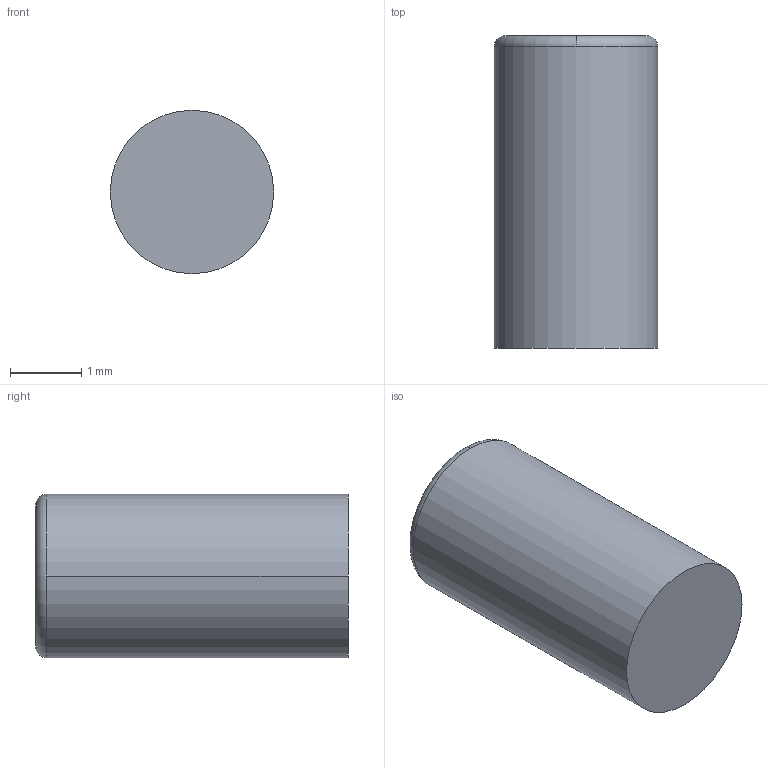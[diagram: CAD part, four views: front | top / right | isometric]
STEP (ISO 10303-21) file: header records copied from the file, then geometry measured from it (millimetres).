
FILE_DESCRIPTION (( 'STEP AP203' ), '1' );
FILE_NAME ('Screw Terminal Block 3.5mm 4-way_7.step', '2019-10-07T21:37:34', ( '' ), ( '' ), 'SwSTEP 2.0', 'SolidWorks 2017', '' );
FILE_SCHEMA (( 'CONFIG_CONTROL_DESIGN' ));
Length unit declared in the file: inch
Products named in the file (1): Screw Terminal Block 3.5mm 4-way_7
Bounding box: 2.3 x 4.4 x 2.3 mm (x, y, z)
Volume: 18.1 mm3; surface area: 41.4 mm2
Topology: 1 solids, 1 shells, 35 faces, 88 edges, 56 vertices
Faces by surface type: cylinder 18, plane 15, torus 2
Entity records: 1123 total; most frequent: CARTESIAN_POINT 204, DIRECTION 178, ORIENTED_EDGE 176, EDGE_CURVE 88, AXIS2_PLACEMENT_3D 62, VERTEX_POINT 56, VECTOR 54, LINE 54
